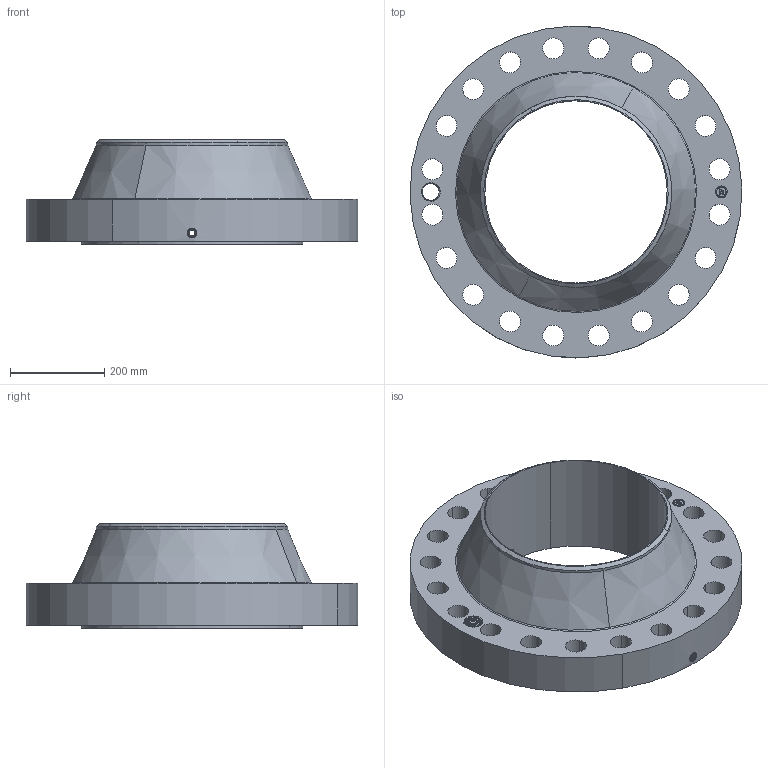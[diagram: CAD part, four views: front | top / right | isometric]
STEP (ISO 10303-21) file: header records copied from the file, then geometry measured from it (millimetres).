
FILE_DESCRIPTION(('3D STEP'),'2;1');
FILE_NAME('16-900-RF-WELD-NECK-30-ORIF-FLANGE.stp','2013-11-02T21:51:42+00:00',('Texas Flange'),(''),'CATIA Version 5 Release 20 SP 6 (IN-10)','CATIA V5 STEP AP214','800-826-3801');
FILE_SCHEMA(('AUTOMOTIVE_DESIGN { 1 0 10303 214 1 1 1 1 }'));
Length unit declared in the file: inch
Products named in the file (1): 16-900-RF-WELD-NECK-30-ORIF-FLANGE
Bounding box: 704.65 x 704.85 x 222.25 mm (x, y, z)
Volume: 27185621.6 mm3; surface area: 1359004 mm2
Topology: 1 solids, 1 shells, 871 faces, 2367 edges, 1517 vertices
Faces by surface type: plane 369, bspline 304, cylinder 143, cone 49, revolution 4, torus 2
Entity records: 38037 total; most frequent: CARTESIAN_POINT 16951, ORIENTED_EDGE 4734, EDGE_CURVE 2367, DIRECTION 2189, VERTEX_POINT 1517, VECTOR 1231, LINE 1231, B_SPLINE_CURVE_WITH_KNOTS 976
